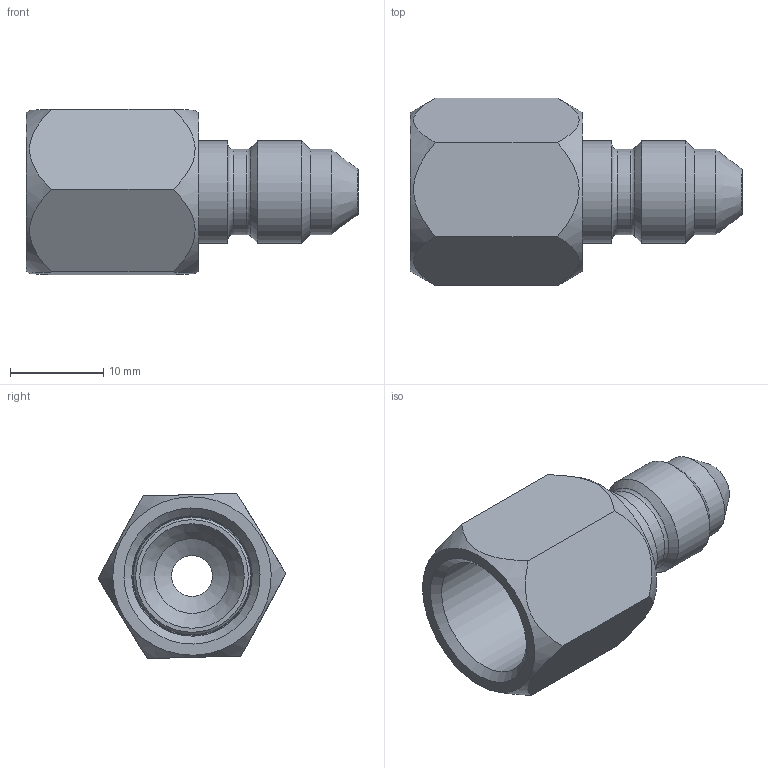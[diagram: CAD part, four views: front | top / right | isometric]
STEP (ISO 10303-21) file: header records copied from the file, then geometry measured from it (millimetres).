
FILE_DESCRIPTION(/* description */ (''),/* implementation_level */ '2;1');
FILE_NAME(/* name */ '6-4 TRTXN_Cust.stp',/* time_stamp */ '2018-04-18T19:41:32+05:00',/* author */ ('sd00481633'),/* organization */ ('Parker Hannifin Corp., Tube Fittings Division'),/* preprocessor_version */ 'ST-DEVELOPER v16.1',/* originating_system */ 'Autodesk Inventor 2016',/* authorisation */ '');
FILE_SCHEMA (('AUTOMOTIVE_DESIGN { 1 0 10303 214 3 1 1 }'));
Length unit declared in the file: centimetre
Products named in the file (1): 6-4 TRTXN_Cust
Bounding box: 35.64 x 20.16 x 17.74 mm (x, y, z)
Volume: 4020.8 mm3; surface area: 3436 mm2
Topology: 1 solids, 1 shells, 39 faces, 77 edges, 45 vertices
Faces by surface type: cone 14, plane 13, cylinder 8, torus 4
Full cylindrical faces by diameter (mm): 4.369 x1, 8.026 x1, 9.144 x2, 10.973 x1, 10.977 x1, 11.201 x1, 12.916 x1
Entity records: 921 total; most frequent: CARTESIAN_POINT 158, DIRECTION 150, ORIENTED_EDGE 100, EDGE_LOOP 72, AXIS2_PLACEMENT_3D 72, EDGE_CURVE 50, VERTEX_POINT 44, STYLED_ITEM 40
